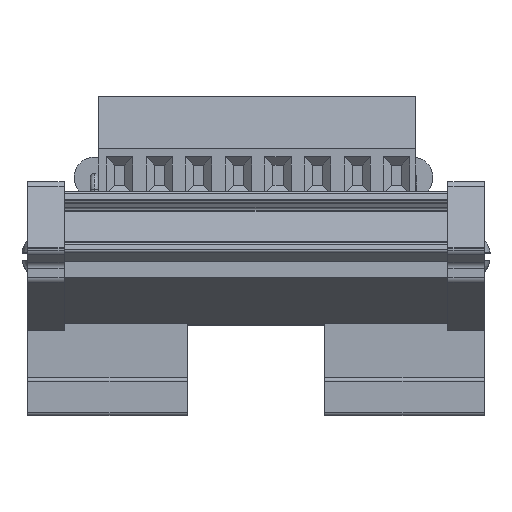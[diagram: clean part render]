
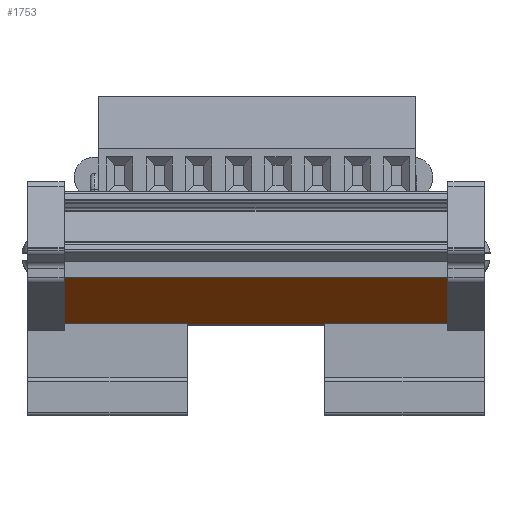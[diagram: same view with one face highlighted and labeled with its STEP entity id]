
A CAD part, top view. The second image highlights one B-rep face of the part: STEP entity #1753.
In plain terms, the highlighted planar face has unit normal (0, -0.823, 0.569).
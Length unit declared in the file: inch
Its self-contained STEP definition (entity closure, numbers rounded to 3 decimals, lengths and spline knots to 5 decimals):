
#26 = CARTESIAN_POINT ( 'NONE',  ( -0.34, -0.65574, 1.25991 ) ) ;
#374 = EDGE_CURVE ( 'NONE', #10566, #25250, #28149, .T. ) ;
#409 = VECTOR ( 'NONE', #24234, 39.37008 ) ;
#684 = VERTEX_POINT ( 'NONE', #12010 ) ;
#855 = LINE ( 'NONE', #4460, #13007 ) ;
#933 = DIRECTION ( 'NONE',  ( 1., 0., 0. ) ) ;
#1753 = ADVANCED_FACE ( 'NONE', ( #19064 ), #18915, .F. ) ;
#1969 = CARTESIAN_POINT ( 'NONE',  ( -0.16, -0.65574, 1.25991 ) ) ;
#2202 = ORIENTED_EDGE ( 'NONE', *, *, #4464, .T. ) ;
#2322 = DIRECTION ( 'NONE',  ( 0., 0.569, 0.823 ) ) ;
#3412 = CARTESIAN_POINT ( 'NONE',  ( -0.34, -0.42946, 1.58729 ) ) ;
#3978 = DIRECTION ( 'NONE',  ( 1., 0., 0. ) ) ;
#4041 = CARTESIAN_POINT ( 'NONE',  ( 0.16, -0.65574, 1.25991 ) ) ;
#4460 = CARTESIAN_POINT ( 'NONE',  ( 0.34, -0.42946, 1.58729 ) ) ;
#4464 = EDGE_CURVE ( 'NONE', #25250, #19614, #18997, .T. ) ;
#4662 = CARTESIAN_POINT ( 'NONE',  ( -0.95, -0.42946, 1.58729 ) ) ;
#5991 = ORIENTED_EDGE ( 'NONE', *, *, #23402, .F. ) ;
#6002 = VECTOR ( 'NONE', #21677, 39.37008 ) ;
#6597 = ORIENTED_EDGE ( 'NONE', *, *, #7979, .F. ) ;
#7362 = CARTESIAN_POINT ( 'NONE',  ( 0.95, -0.42946, 1.58729 ) ) ;
#7442 = ORIENTED_EDGE ( 'NONE', *, *, #14277, .F. ) ;
#7979 = EDGE_CURVE ( 'NONE', #684, #14341, #8381, .T. ) ;
#8381 = LINE ( 'NONE', #3412, #14046 ) ;
#8595 = ORIENTED_EDGE ( 'NONE', *, *, #13336, .F. ) ;
#10147 = VERTEX_POINT ( 'NONE', #13713 ) ;
#10441 = VECTOR ( 'NONE', #3978, 39.37008 ) ;
#10566 = VERTEX_POINT ( 'NONE', #23058 ) ;
#11405 = VECTOR ( 'NONE', #2322, 39.37008 ) ;
#11627 = VERTEX_POINT ( 'NONE', #23744 ) ;
#12010 = CARTESIAN_POINT ( 'NONE',  ( -0.34, -0.65806, 1.25655 ) ) ;
#13007 = VECTOR ( 'NONE', #18941, 39.37008 ) ;
#13336 = EDGE_CURVE ( 'NONE', #10566, #23784, #855, .T. ) ;
#13713 = CARTESIAN_POINT ( 'NONE',  ( -0.95, -0.65574, 1.25991 ) ) ;
#14046 = VECTOR ( 'NONE', #25153, 39.37008 ) ;
#14155 = CARTESIAN_POINT ( 'NONE',  ( -0.95, -0.42946, 1.58729 ) ) ;
#14277 = EDGE_CURVE ( 'NONE', #10147, #11627, #17847, .T. ) ;
#14341 = VERTEX_POINT ( 'NONE', #26 ) ;
#15799 = CARTESIAN_POINT ( 'NONE',  ( 0.34, -0.65806, 1.25655 ) ) ;
#16588 = DIRECTION ( 'NONE',  ( 0., 0.569, 0.823 ) ) ;
#16741 = CARTESIAN_POINT ( 'NONE',  ( -0.95, -0.42946, 1.58729 ) ) ;
#17847 = LINE ( 'NONE', #4662, #11405 ) ;
#18915 = PLANE ( 'NONE',  #21246 ) ;
#18941 = DIRECTION ( 'NONE',  ( 0., -0.569, -0.823 ) ) ;
#18997 = LINE ( 'NONE', #7362, #409 ) ;
#19064 = FACE_OUTER_BOUND ( 'NONE', #24609, .T. ) ;
#19614 = VERTEX_POINT ( 'NONE', #26190 ) ;
#20035 = VECTOR ( 'NONE', #933, 39.37008 ) ;
#20809 = ORIENTED_EDGE ( 'NONE', *, *, #24101, .F. ) ;
#21246 = AXIS2_PLACEMENT_3D ( 'NONE', #14155, #31027, #16588 ) ;
#21300 = DIRECTION ( 'NONE',  ( -1., 0., 0. ) ) ;
#21567 = LINE ( 'NONE', #1969, #27256 ) ;
#21677 = DIRECTION ( 'NONE',  ( 1., 0., 0. ) ) ;
#21951 = ORIENTED_EDGE ( 'NONE', *, *, #24382, .T. ) ;
#23058 = CARTESIAN_POINT ( 'NONE',  ( 0.34, -0.65574, 1.25991 ) ) ;
#23402 = EDGE_CURVE ( 'NONE', #14341, #10147, #21567, .T. ) ;
#23525 = CARTESIAN_POINT ( 'NONE',  ( 0.95, -0.65574, 1.25991 ) ) ;
#23744 = CARTESIAN_POINT ( 'NONE',  ( -0.95, -0.42946, 1.58729 ) ) ;
#23784 = VERTEX_POINT ( 'NONE', #15799 ) ;
#24101 = EDGE_CURVE ( 'NONE', #11627, #19614, #25262, .T. ) ;
#24234 = DIRECTION ( 'NONE',  ( 0., 0.569, 0.823 ) ) ;
#24382 = EDGE_CURVE ( 'NONE', #684, #23784, #27191, .T. ) ;
#24609 = EDGE_LOOP ( 'NONE', ( #5991, #6597, #21951, #8595, #27966, #2202, #20809, #7442 ) ) ;
#25153 = DIRECTION ( 'NONE',  ( 0., 0.569, 0.823 ) ) ;
#25250 = VERTEX_POINT ( 'NONE', #23525 ) ;
#25262 = LINE ( 'NONE', #16741, #6002 ) ;
#26190 = CARTESIAN_POINT ( 'NONE',  ( 0.95, -0.42946, 1.58729 ) ) ;
#27191 = LINE ( 'NONE', #29924, #20035 ) ;
#27256 = VECTOR ( 'NONE', #21300, 39.37008 ) ;
#27966 = ORIENTED_EDGE ( 'NONE', *, *, #374, .T. ) ;
#28149 = LINE ( 'NONE', #4041, #10441 ) ;
#29924 = CARTESIAN_POINT ( 'NONE',  ( -0.95, -0.65806, 1.25655 ) ) ;
#31027 = DIRECTION ( 'NONE',  ( 0., 0.823, -0.569 ) ) ;
